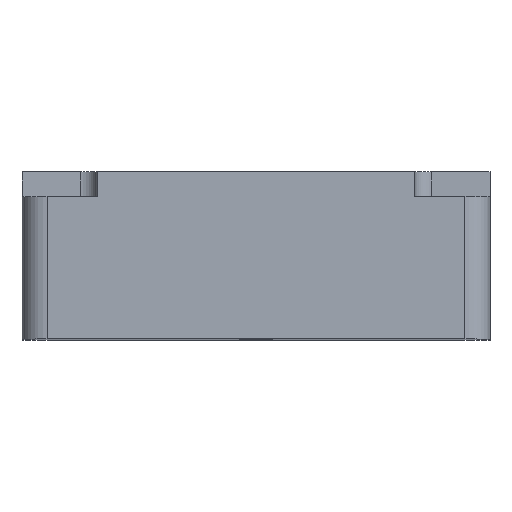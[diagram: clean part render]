
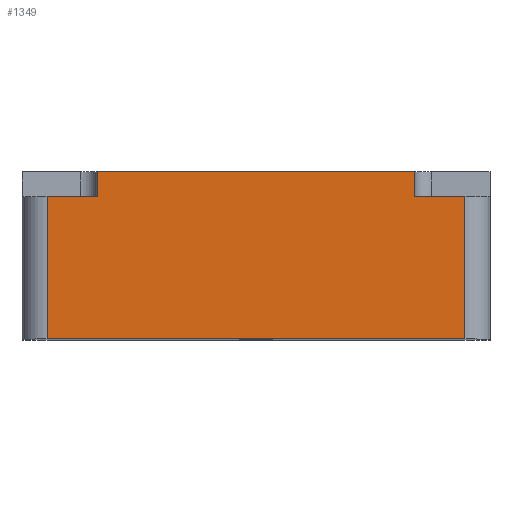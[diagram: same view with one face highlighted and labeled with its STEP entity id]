
A CAD part, top view. The second image highlights one B-rep face of the part: STEP entity #1349.
In plain terms, the highlighted planar face has unit normal (0, 0, 1).
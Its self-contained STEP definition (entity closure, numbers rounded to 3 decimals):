
#7=DIRECTION('',(1.,0.,0.));
#8=VECTOR('',#7,25.);
#9=CARTESIAN_POINT('',(-12.5,-5.,19.75));
#10=LINE('',#9,#8);
#278=DIRECTION('',(0.,-1.,0.));
#279=VECTOR('',#278,8.5);
#280=CARTESIAN_POINT('',(-12.5,3.5,19.75));
#281=LINE('',#280,#279);
#282=DIRECTION('',(1.,0.,0.));
#283=VECTOR('',#282,3.);
#284=CARTESIAN_POINT('',(-12.5,3.5,19.75));
#285=LINE('',#284,#283);
#286=DIRECTION('',(0.,-1.,0.));
#287=VECTOR('',#286,1.5);
#288=CARTESIAN_POINT('',(-9.5,5.,19.75));
#289=LINE('',#288,#287);
#290=DIRECTION('',(0.,-1.,0.));
#291=VECTOR('',#290,1.5);
#292=CARTESIAN_POINT('',(9.5,5.,19.75));
#293=LINE('',#292,#291);
#294=DIRECTION('',(1.,0.,0.));
#295=VECTOR('',#294,3.);
#296=CARTESIAN_POINT('',(9.5,3.5,19.75));
#297=LINE('',#296,#295);
#298=DIRECTION('',(0.,-1.,0.));
#299=VECTOR('',#298,8.5);
#300=CARTESIAN_POINT('',(12.5,3.5,19.75));
#301=LINE('',#300,#299);
#408=DIRECTION('',(1.,0.,0.));
#409=VECTOR('',#408,19.);
#410=CARTESIAN_POINT('',(-9.5,5.,19.75));
#411=LINE('',#410,#409);
#840=CARTESIAN_POINT('',(9.5,5.,19.75));
#841=VERTEX_POINT('',#840);
#842=CARTESIAN_POINT('',(-9.5,5.,19.75));
#844=VERTEX_POINT('',#842);
#862=CARTESIAN_POINT('',(9.5,3.5,19.75));
#863=VERTEX_POINT('',#862);
#864=CARTESIAN_POINT('',(-9.5,3.5,19.75));
#865=VERTEX_POINT('',#864);
#874=CARTESIAN_POINT('',(-12.5,-5.,19.75));
#876=VERTEX_POINT('',#874);
#880=CARTESIAN_POINT('',(-12.5,3.5,19.75));
#881=VERTEX_POINT('',#880);
#883=CARTESIAN_POINT('',(12.5,-5.,19.75));
#885=VERTEX_POINT('',#883);
#886=CARTESIAN_POINT('',(12.5,3.5,19.75));
#887=VERTEX_POINT('',#886);
#1329=CARTESIAN_POINT('',(-14.,-5.,19.75));
#1330=DIRECTION('',(0.,0.,1.));
#1331=DIRECTION('',(1.,0.,0.));
#1332=AXIS2_PLACEMENT_3D('',#1329,#1330,#1331);
#1333=PLANE('',#1332);
#1334=ORIENTED_EDGE('',*,*,#1216,.F.);
#1336=ORIENTED_EDGE('',*,*,#1335,.T.);
#1338=ORIENTED_EDGE('',*,*,#1337,.F.);
#1340=ORIENTED_EDGE('',*,*,#1339,.T.);
#1342=ORIENTED_EDGE('',*,*,#1341,.T.);
#1344=ORIENTED_EDGE('',*,*,#1343,.T.);
#1345=ORIENTED_EDGE('',*,*,#1321,.T.);
#1346=ORIENTED_EDGE('',*,*,#1081,.F.);
#1347=EDGE_LOOP('',(#1334,#1336,#1338,#1340,#1342,#1344,#1345,#1346));
#1348=FACE_OUTER_BOUND('',#1347,.F.);
#1349=ADVANCED_FACE('',(#1348),#1333,.T.);
#1081=EDGE_CURVE('',#876,#885,#10,.T.);
#1216=EDGE_CURVE('',#881,#876,#281,.T.);
#1321=EDGE_CURVE('',#887,#885,#301,.T.);
#1335=EDGE_CURVE('',#881,#865,#285,.T.);
#1337=EDGE_CURVE('',#844,#865,#289,.T.);
#1339=EDGE_CURVE('',#844,#841,#411,.T.);
#1341=EDGE_CURVE('',#841,#863,#293,.T.);
#1343=EDGE_CURVE('',#863,#887,#297,.T.);
